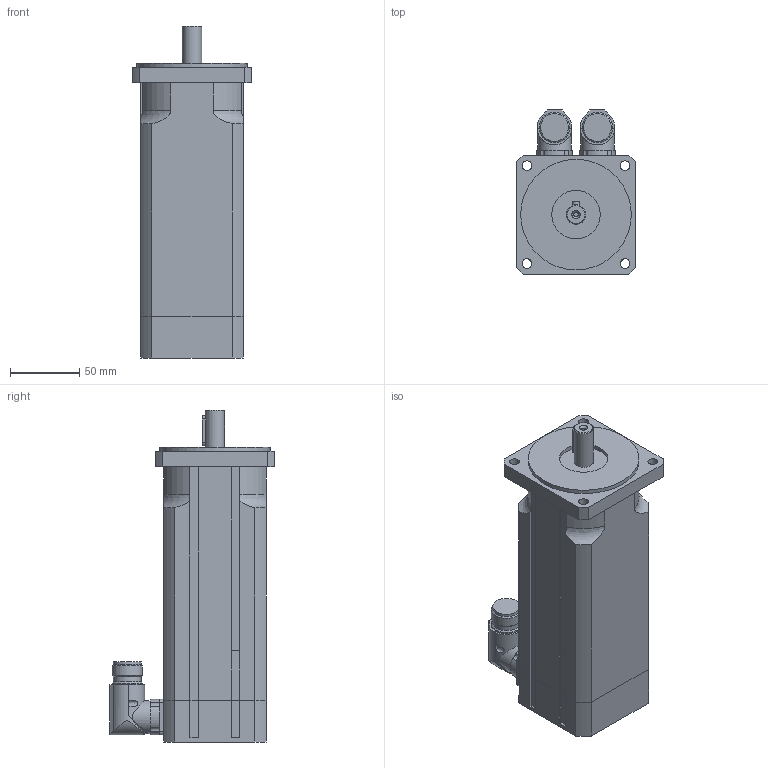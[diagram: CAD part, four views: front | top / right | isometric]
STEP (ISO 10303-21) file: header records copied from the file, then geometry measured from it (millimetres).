
FILE_DESCRIPTION(/* description */ ('Alibre Inc.'),/* implementation_level */ '2;1');
FILE_NAME(/* name */ 'export0',/* time_stamp */ '2011-09-09T13:15:56+02:00',/* author */ (''),/* organization */ (''),/* preprocessor_version */ 'ST-DEVELOPER v12',/* originating_system */ 'Alibre',/* authorisation */ '');
FILE_SCHEMA (('AUTOMOTIVE_DESIGN'));
Length unit declared in the file: millimetre
Products named in the file (5): ID_1; ID_2
Bounding box: 86 x 119 x 240 mm (x, y, z)
Volume: 1189098.1 mm3; surface area: 109926.9 mm2
Topology: 5 solids, 5 shells, 220 faces, 565 edges, 369 vertices
Faces by surface type: plane 101, cylinder 81, bspline 27, cone 7, torus 4
Full cylindrical faces by diameter (mm): 2.7 x8, 14 x1, 20 x6, 22 x4, 24 x2, 35 x1, 80 x1
Entity records: 5818 total; most frequent: CARTESIAN_POINT 1946, ORIENTED_EDGE 774, DIRECTION 699, EDGE_CURVE 387, AXIS2_PLACEMENT_3D 279, VERTEX_POINT 269, VECTOR 217, LINE 217
